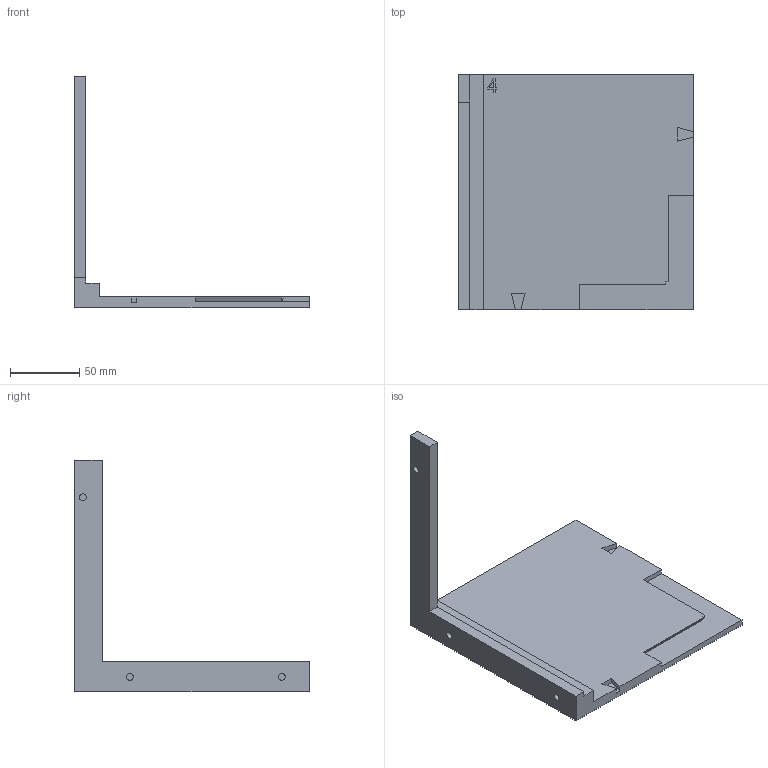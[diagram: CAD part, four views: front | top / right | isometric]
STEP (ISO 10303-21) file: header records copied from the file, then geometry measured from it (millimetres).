
FILE_DESCRIPTION(('FreeCAD Model'),'2;1');
FILE_NAME('Open CASCADE Shape Model','2025-05-28T20:21:52',(''),(''), 'Open CASCADE STEP processor 7.8','FreeCAD','Unknown');
FILE_SCHEMA(('AUTOMOTIVE_DESIGN { 1 0 10303 214 1 1 1 1 }'));
Length unit declared in the file: millimetre
Products named in the file (1): 4LowerPart003
Bounding box: 170 x 170 x 168 mm (x, y, z)
Volume: 279649.6 mm3; surface area: 77616.9 mm2
Topology: 1 solids, 1 shells, 51 faces, 127 edges, 84 vertices
Faces by surface type: plane 47, cylinder 4
Full cylindrical faces by diameter (mm): 5 x4
Entity records: 1515 total; most frequent: CARTESIAN_POINT 263, ORIENTED_EDGE 254, DIRECTION 239, EDGE_CURVE 127, LINE 119, VECTOR 119, VERTEX_POINT 84, AXIS2_PLACEMENT_3D 60
